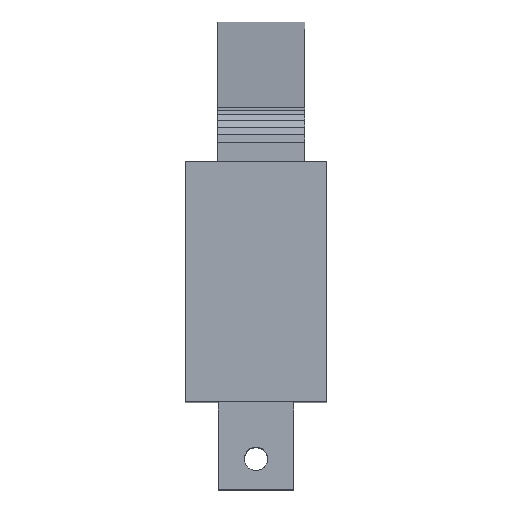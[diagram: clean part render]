
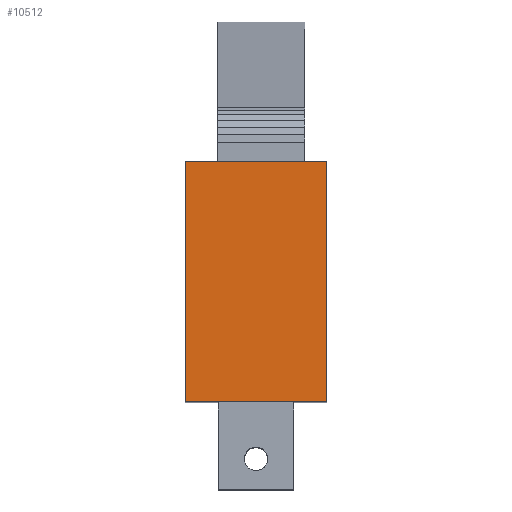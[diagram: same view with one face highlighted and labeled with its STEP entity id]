
A CAD part, top view. The second image highlights one B-rep face of the part: STEP entity #10512.
In plain terms, the highlighted face is planar.
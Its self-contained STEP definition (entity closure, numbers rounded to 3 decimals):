
#32 = PLANE('',#33);
#33 = AXIS2_PLACEMENT_3D('',#34,#35,#36);
#34 = CARTESIAN_POINT('',(-3.031,7.995,-10.203
    ));
#35 = DIRECTION('',(1.,0.,0.));
#36 = DIRECTION('',(0.,0.,1.));
#57 = VERTEX_POINT('',#58);
#58 = CARTESIAN_POINT('',(-3.031,-1.505,9.497
    ));
#72 = PLANE('',#73);
#73 = AXIS2_PLACEMENT_3D('',#74,#75,#76);
#74 = CARTESIAN_POINT('',(-3.031,-1.505,
    -10.203));
#75 = DIRECTION('',(0.,1.,0.));
#76 = DIRECTION('',(0.,0.,1.));
#84 = EDGE_CURVE('',#85,#57,#87,.T.);
#85 = VERTEX_POINT('',#86);
#86 = CARTESIAN_POINT('',(-3.031,8.695,9.497));
#87 = SURFACE_CURVE('',#88,(#92,#99),.PCURVE_S1.);
#88 = LINE('',#89,#90);
#89 = CARTESIAN_POINT('',(-3.031,8.695,9.497));
#90 = VECTOR('',#91,1.);
#91 = DIRECTION('',(0.,-1.,0.));
#92 = PCURVE('',#32,#93);
#93 = DEFINITIONAL_REPRESENTATION('',(#94),#98);
#94 = LINE('',#95,#96);
#95 = CARTESIAN_POINT('',(19.7,-0.7));
#96 = VECTOR('',#97,1.);
#97 = DIRECTION('',(0.,1.));
#98 = ( GEOMETRIC_REPRESENTATION_CONTEXT(2) 
PARAMETRIC_REPRESENTATION_CONTEXT() REPRESENTATION_CONTEXT('2D SPACE',''
  ) );
#99 = PCURVE('',#100,#105);
#100 = PLANE('',#101);
#101 = AXIS2_PLACEMENT_3D('',#102,#103,#104);
#102 = CARTESIAN_POINT('',(-3.031,8.695,9.497));
#103 = DIRECTION('',(0.,0.,1.));
#104 = DIRECTION('',(1.,0.,0.));
#105 = DEFINITIONAL_REPRESENTATION('',(#106),#110);
#106 = LINE('',#107,#108);
#107 = CARTESIAN_POINT('',(0.,0.));
#108 = VECTOR('',#109,1.);
#109 = DIRECTION('',(0.,-1.));
#110 = ( GEOMETRIC_REPRESENTATION_CONTEXT(2) 
PARAMETRIC_REPRESENTATION_CONTEXT() REPRESENTATION_CONTEXT('2D SPACE',''
  ) );
#128 = PLANE('',#129);
#129 = AXIS2_PLACEMENT_3D('',#130,#131,#132);
#130 = CARTESIAN_POINT('',(-3.031,8.695,-0.103));
#131 = DIRECTION('',(0.,-1.,0.));
#132 = DIRECTION('',(0.,0.,-1.));
#3562 = EDGE_CURVE('',#85,#3563,#3565,.T.);
#3563 = VERTEX_POINT('',#3564);
#3564 = CARTESIAN_POINT('',(2.969,8.695,9.497));
#3565 = SURFACE_CURVE('',#3566,(#3570,#3577),.PCURVE_S1.);
#3566 = LINE('',#3567,#3568);
#3567 = CARTESIAN_POINT('',(-3.031,8.695,9.497));
#3568 = VECTOR('',#3569,1.);
#3569 = DIRECTION('',(1.,0.,0.));
#3570 = PCURVE('',#128,#3571);
#3571 = DEFINITIONAL_REPRESENTATION('',(#3572),#3576);
#3572 = LINE('',#3573,#3574);
#3573 = CARTESIAN_POINT('',(-9.6,0.));
#3574 = VECTOR('',#3575,1.);
#3575 = DIRECTION('',(0.,1.));
#3576 = ( GEOMETRIC_REPRESENTATION_CONTEXT(2) 
PARAMETRIC_REPRESENTATION_CONTEXT() REPRESENTATION_CONTEXT('2D SPACE',''
  ) );
#3577 = PCURVE('',#100,#3578);
#3578 = DEFINITIONAL_REPRESENTATION('',(#3579),#3583);
#3579 = LINE('',#3580,#3581);
#3580 = CARTESIAN_POINT('',(0.,0.));
#3581 = VECTOR('',#3582,1.);
#3582 = DIRECTION('',(1.,0.));
#3583 = ( GEOMETRIC_REPRESENTATION_CONTEXT(2) 
PARAMETRIC_REPRESENTATION_CONTEXT() REPRESENTATION_CONTEXT('2D SPACE',''
  ) );
#3601 = PLANE('',#3602);
#3602 = AXIS2_PLACEMENT_3D('',#3603,#3604,#3605);
#3603 = CARTESIAN_POINT('',(2.969,-1.505,
    9.497));
#3604 = DIRECTION('',(1.,0.,0.));
#3605 = DIRECTION('',(0.,0.,1.));
#3865 = EDGE_CURVE('',#3866,#3563,#3868,.T.);
#3866 = VERTEX_POINT('',#3867);
#3867 = CARTESIAN_POINT('',(2.969,-1.505,
    9.497));
#3868 = SURFACE_CURVE('',#3869,(#3873,#3880),.PCURVE_S1.);
#3869 = LINE('',#3870,#3871);
#3870 = CARTESIAN_POINT('',(2.969,-1.505,
    9.497));
#3871 = VECTOR('',#3872,1.);
#3872 = DIRECTION('',(0.,1.,0.));
#3873 = PCURVE('',#3601,#3874);
#3874 = DEFINITIONAL_REPRESENTATION('',(#3875),#3879);
#3875 = LINE('',#3876,#3877);
#3876 = CARTESIAN_POINT('',(0.,0.));
#3877 = VECTOR('',#3878,1.);
#3878 = DIRECTION('',(0.,-1.));
#3879 = ( GEOMETRIC_REPRESENTATION_CONTEXT(2) 
PARAMETRIC_REPRESENTATION_CONTEXT() REPRESENTATION_CONTEXT('2D SPACE',''
  ) );
#3880 = PCURVE('',#100,#3881);
#3881 = DEFINITIONAL_REPRESENTATION('',(#3882),#3886);
#3882 = LINE('',#3883,#3884);
#3883 = CARTESIAN_POINT('',(6.,-10.2));
#3884 = VECTOR('',#3885,1.);
#3885 = DIRECTION('',(0.,1.));
#3886 = ( GEOMETRIC_REPRESENTATION_CONTEXT(2) 
PARAMETRIC_REPRESENTATION_CONTEXT() REPRESENTATION_CONTEXT('2D SPACE',''
  ) );
#10512 = ADVANCED_FACE('',(#10513),#100,.F.);
#10513 = FACE_BOUND('',#10514,.F.);
#10514 = EDGE_LOOP('',(#10515,#10516,#10517,#10538));
#10515 = ORIENTED_EDGE('',*,*,#3562,.F.);
#10516 = ORIENTED_EDGE('',*,*,#84,.T.);
#10517 = ORIENTED_EDGE('',*,*,#10518,.F.);
#10518 = EDGE_CURVE('',#3866,#57,#10519,.T.);
#10519 = SURFACE_CURVE('',#10520,(#10524,#10531),.PCURVE_S1.);
#10520 = LINE('',#10521,#10522);
#10521 = CARTESIAN_POINT('',(2.969,-1.505,
    9.497));
#10522 = VECTOR('',#10523,1.);
#10523 = DIRECTION('',(-1.,0.,0.));
#10524 = PCURVE('',#100,#10525);
#10525 = DEFINITIONAL_REPRESENTATION('',(#10526),#10530);
#10526 = LINE('',#10527,#10528);
#10527 = CARTESIAN_POINT('',(6.,-10.2));
#10528 = VECTOR('',#10529,1.);
#10529 = DIRECTION('',(-1.,0.));
#10530 = ( GEOMETRIC_REPRESENTATION_CONTEXT(2) 
PARAMETRIC_REPRESENTATION_CONTEXT() REPRESENTATION_CONTEXT('2D SPACE',''
  ) );
#10531 = PCURVE('',#72,#10532);
#10532 = DEFINITIONAL_REPRESENTATION('',(#10533),#10537);
#10533 = LINE('',#10534,#10535);
#10534 = CARTESIAN_POINT('',(19.7,6.));
#10535 = VECTOR('',#10536,1.);
#10536 = DIRECTION('',(0.,-1.));
#10537 = ( GEOMETRIC_REPRESENTATION_CONTEXT(2) 
PARAMETRIC_REPRESENTATION_CONTEXT() REPRESENTATION_CONTEXT('2D SPACE',''
  ) );
#10538 = ORIENTED_EDGE('',*,*,#3865,.T.);
